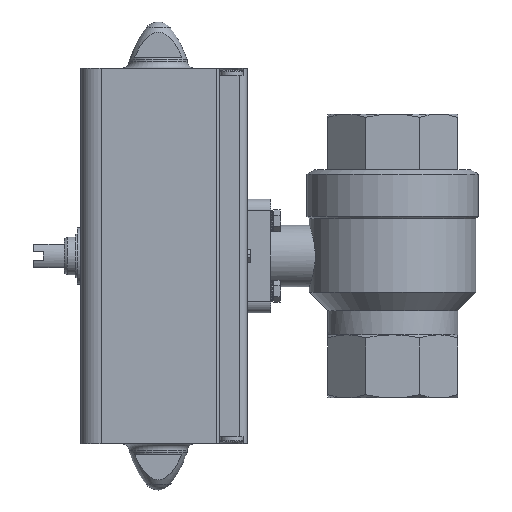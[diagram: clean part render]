
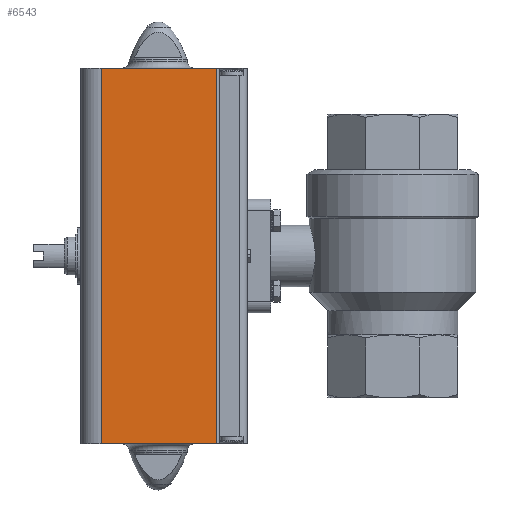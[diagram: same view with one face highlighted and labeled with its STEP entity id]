
A CAD part, left-side view. The second image highlights one B-rep face of the part: STEP entity #6543.
In plain terms, the highlighted planar face has unit normal (-1, 0, 0).
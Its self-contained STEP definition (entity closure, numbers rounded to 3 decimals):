
#286=PLANE('',#7064);
#579=LINE('',#9997,#1129);
#580=LINE('',#10000,#1130);
#581=LINE('',#10002,#1131);
#582=LINE('',#10004,#1132);
#1129=VECTOR('',#7914,1000.);
#1130=VECTOR('',#7915,1000.);
#1131=VECTOR('',#7916,1000.);
#1132=VECTOR('',#7917,1000.);
#1733=ORIENTED_EDGE('',*,*,#3543,.T.);
#1734=ORIENTED_EDGE('',*,*,#3544,.F.);
#1735=ORIENTED_EDGE('',*,*,#3545,.F.);
#1736=ORIENTED_EDGE('',*,*,#3546,.T.);
#3543=EDGE_CURVE('',#4442,#4443,#579,.T.);
#3544=EDGE_CURVE('',#4444,#4443,#580,.T.);
#3545=EDGE_CURVE('',#4445,#4444,#581,.T.);
#3546=EDGE_CURVE('',#4445,#4442,#582,.T.);
#4442=VERTEX_POINT('',#9998);
#4443=VERTEX_POINT('',#9999);
#4444=VERTEX_POINT('',#10001);
#4445=VERTEX_POINT('',#10003);
#5316=EDGE_LOOP('',(#1733,#1734,#1735,#1736));
#5880=FACE_BOUND('',#5316,.T.);
#6543=ADVANCED_FACE('',(#5880),#286,.F.);
#7064=AXIS2_PLACEMENT_3D('',#9996,#7912,#7913);
#7912=DIRECTION('',(1.,0.,0.));
#7913=DIRECTION('',(0.,0.,-1.));
#7914=DIRECTION('',(0.,-1.,0.));
#7915=DIRECTION('',(0.,0.,-1.));
#7916=DIRECTION('',(0.,-1.,0.));
#7917=DIRECTION('',(0.,0.,-1.));
#9996=CARTESIAN_POINT('',(-32.7,24.1,79.5));
#9997=CARTESIAN_POINT('',(-32.7,24.1,-79.5));
#9998=CARTESIAN_POINT('',(-32.7,24.1,-79.5));
#9999=CARTESIAN_POINT('',(-32.7,-24.7,-79.5));
#10000=CARTESIAN_POINT('',(-32.7,-24.7,79.5));
#10001=CARTESIAN_POINT('',(-32.7,-24.7,79.5));
#10002=CARTESIAN_POINT('',(-32.7,24.1,79.5));
#10003=CARTESIAN_POINT('',(-32.7,24.1,79.5));
#10004=CARTESIAN_POINT('',(-32.7,24.1,79.5));
